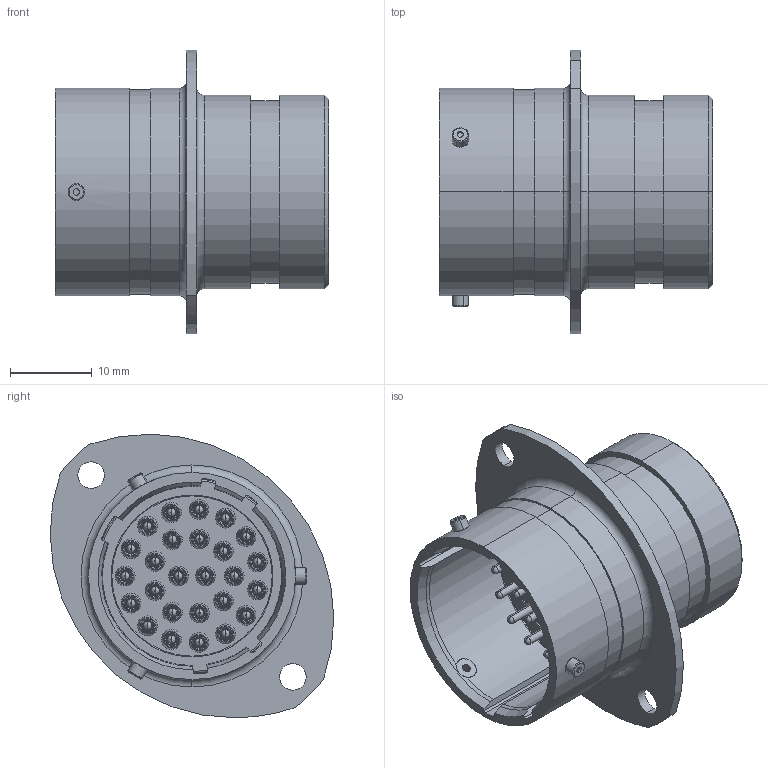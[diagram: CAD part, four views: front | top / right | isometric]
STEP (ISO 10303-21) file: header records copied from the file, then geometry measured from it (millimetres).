
FILE_DESCRIPTION (( 'STEP AP214' ), '1' );
FILE_NAME ('AS016-26PC.STEP', '2020-06-08T14:22:24', ( 'TE Connectivity' ), ( 'TE Connectivity' ), 'SwSTEP 2.0', 'SolidWorks 2016', '' );
FILE_SCHEMA (( 'AUTOMOTIVE_DESIGN' ));
Length unit declared in the file: millimetre
Products named in the file (1): AS016-26PC
Bounding box: 33.31 x 34.6 x 34.6 mm (x, y, z)
Volume: 9634.3 mm3; surface area: 11421.5 mm2
Topology: 35 solids, 35 shells, 915 faces, 1945 edges, 1191 vertices
Faces by surface type: cylinder 313, torus 282, plane 182, cone 124, sphere 14
Entity records: 35888 total; most frequent: DIRECTION 5168, CARTESIAN_POINT 4319, ORIENTED_EDGE 3878, AXIS2_PLACEMENT_3D 2353, EDGE_CURVE 1939, CIRCLE 1437, VERTEX_POINT 1191, EDGE_LOOP 1132
